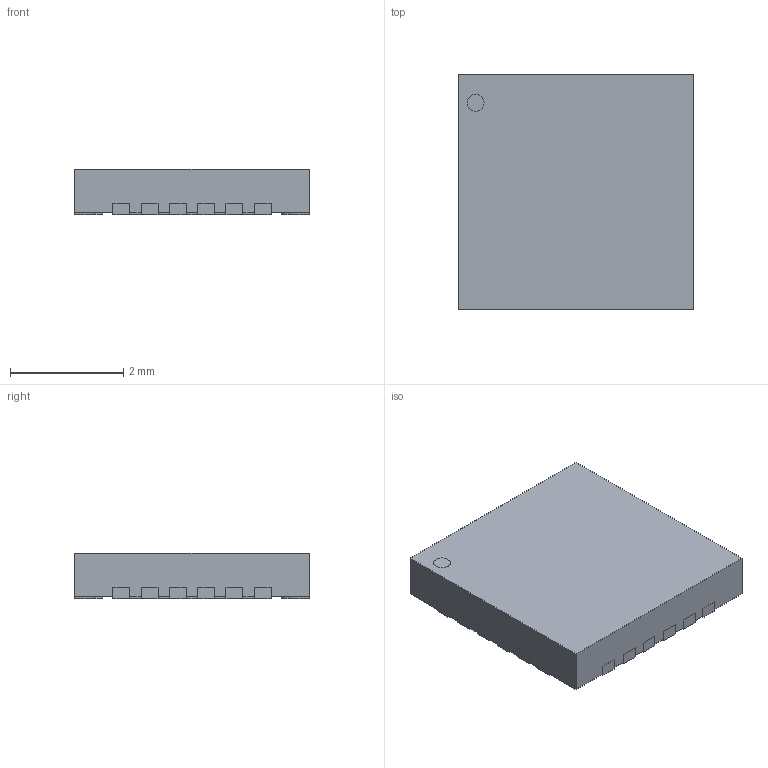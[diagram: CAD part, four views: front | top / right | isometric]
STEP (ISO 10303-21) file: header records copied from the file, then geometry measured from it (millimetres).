
FILE_DESCRIPTION(/* description */ (''),/* implementation_level */ '2;1');
FILE_NAME(/* name */ 'QFN50P400X400X80-25N-S230.stp',/* time_stamp */ '2015-06-03T13:37:21+02:00',/* author */ ('admchouv'),/* organization */ (''),/* preprocessor_version */ 'ST-DEVELOPER v15.5',/* originating_system */ 'AutoCAD Mechanical',/* authorisation */ '');
FILE_SCHEMA (('AUTOMOTIVE_DESIGN { 1 0 10303 214 3 1 1 }'));
Length unit declared in the file: millimetre
Products named in the file (1): Product
Bounding box: 4.15 x 4.15 x 0.8 mm (x, y, z)
Volume: 13.7 mm3; surface area: 77.7 mm2
Topology: 30 solids, 30 shells, 275 faces, 642 edges, 428 vertices
Faces by surface type: plane 222, cylinder 53
Full cylindrical faces by diameter (mm): 0.3 x2
Entity records: 7782 total; most frequent: CARTESIAN_POINT 1344, DIRECTION 1298, ORIENTED_EDGE 1280, EDGE_CURVE 640, LINE 534, VECTOR 534, VERTEX_POINT 428, AXIS2_PLACEMENT_3D 382
